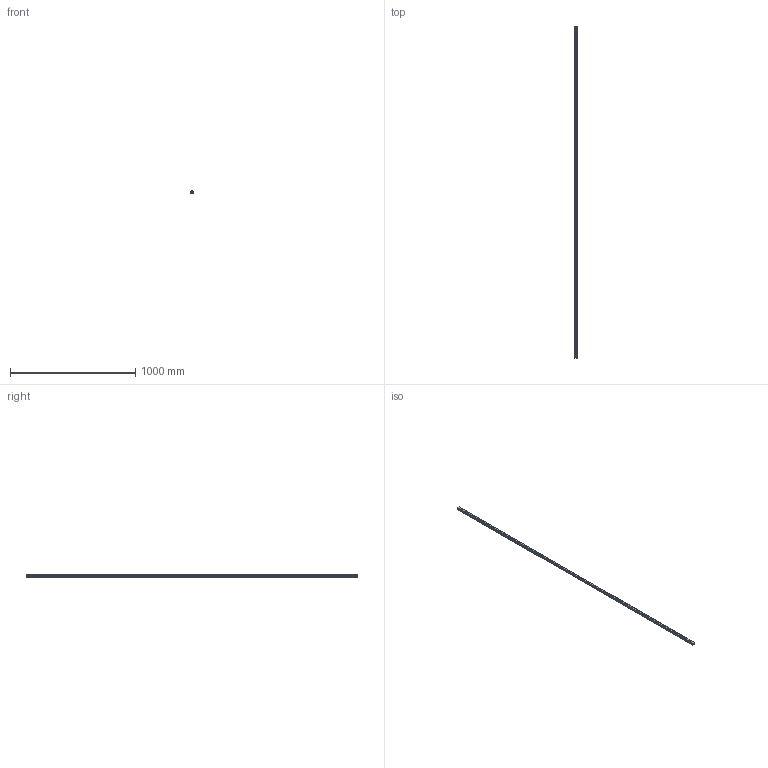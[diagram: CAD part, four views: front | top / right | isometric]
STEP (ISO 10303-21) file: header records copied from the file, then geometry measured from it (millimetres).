
FILE_DESCRIPTION(('STEP AP214'),'1');
FILE_NAME('cctmp_C0C262A2-FB27-4133-B332-5E4C29FC446E_2020_5_19_12_42_28_665..stp','2020-05-19T10:42:28',('HIWIN GmbH'),('CADClick - www.CADClick.com'),'Spatial InterOp 3D',' ','unknown authorization');
FILE_SCHEMA(('AUTOMOTIVE_DESIGN'));
Length unit declared in the file: millimetre
Products named in the file (1): HGR20R2650H_FILE
Bounding box: 20 x 2650 x 17.5 mm (x, y, z)
Volume: 757739.4 mm3; surface area: 224700.4 mm2
Topology: 1 solids, 1 shells, 503 faces, 1095 edges, 730 vertices
Faces by surface type: cylinder 286, plane 217
Entity records: 18049 total; most frequent: DIRECTION 2675, CARTESIAN_POINT 2329, ORIENTED_EDGE 2190, EDGE_CURVE 1095, AXIS2_PLACEMENT_3D 1076, VERTEX_POINT 730, EDGE_LOOP 639, CIRCLE 572
